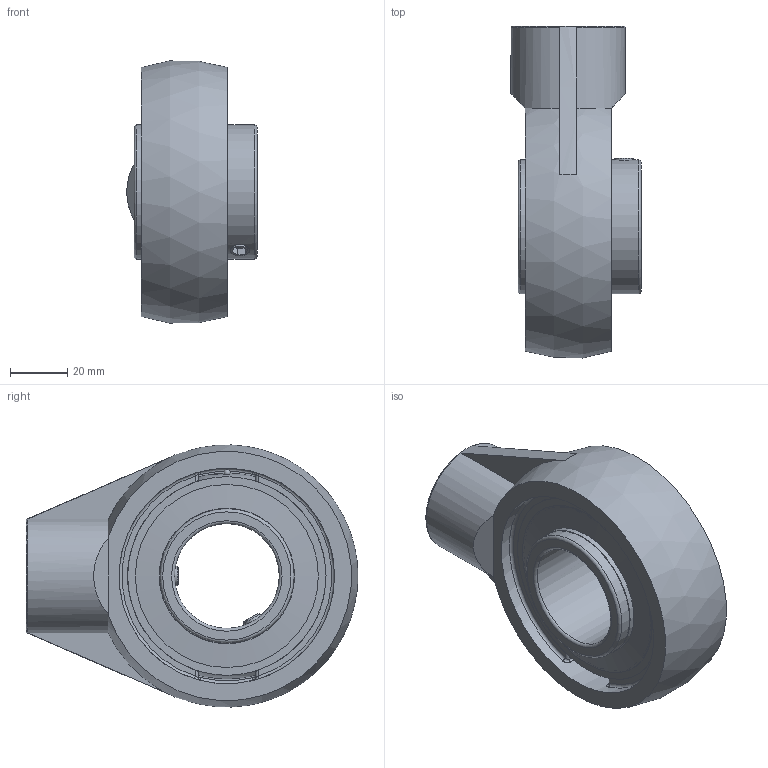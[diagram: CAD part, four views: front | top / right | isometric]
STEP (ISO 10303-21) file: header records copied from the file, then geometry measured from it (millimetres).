
FILE_DESCRIPTION(/* description */ ('Alibre Inc.'),/* implementation_level */ '2;1');
FILE_NAME(/* name */ 'export-20B454E1-7331-4DD4-AC70-66CF8C93269D',/* time_stamp */ '2020-05-19T15:15:15-07:00',/* author */ (''),/* organization */ (''),/* preprocessor_version */ 'ST-DEVELOPER v17',/* originating_system */ 'Alibre',/* authorisation */ '');
FILE_SCHEMA (('CONFIG_CONTROL_DESIGN'));
Length unit declared in the file: inch
Bounding box: 45.36 x 115.72 x 91.37 mm (x, y, z)
Volume: 147205.8 mm3; surface area: 59292.8 mm2
Topology: 16 solids, 16 shells, 125 faces, 298 edges, 185 vertices
Faces by surface type: plane 49, cylinder 33, sphere 17, cone 11, torus 11, bspline 4
Full cylindrical faces by diameter (mm): 6.782 x4, 19.05 x1, 36.513 x1, 46.736 x4, 47.244 x2, 62.23 x2, 63.805 x2, 75.166 x2, 80.35 x1
Entity records: 4155 total; most frequent: CARTESIAN_POINT 1235, DIRECTION 440, ORIENTED_EDGE 378, AXIS2_PLACEMENT_3D 214, EDGE_CURVE 189, FACE_BOUND 170, EDGE_LOOP 160, VERTEX_POINT 147
